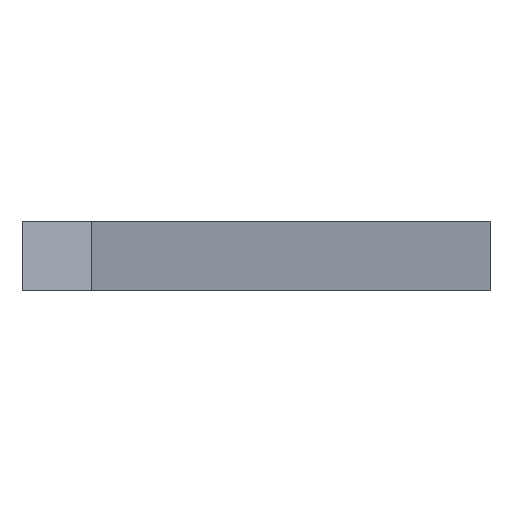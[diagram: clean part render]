
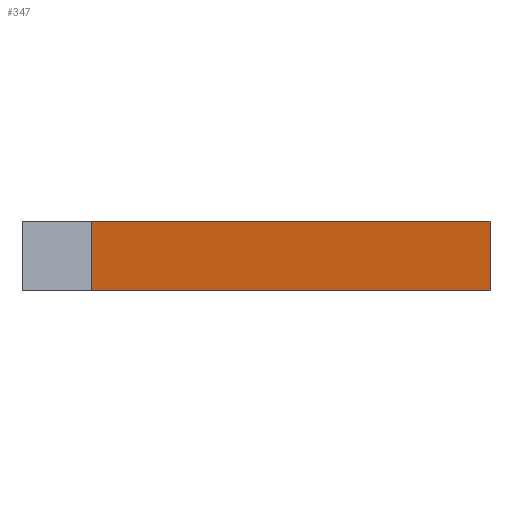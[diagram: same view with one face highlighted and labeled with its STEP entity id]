
A CAD part, left-side view. The second image highlights one B-rep face of the part: STEP entity #347.
In plain terms, the highlighted planar face has unit normal (-0.5, -0.866, 0).
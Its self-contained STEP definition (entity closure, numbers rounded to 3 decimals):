
#22=LINE('',#507,#59);
#32=LINE('',#527,#69);
#35=LINE('',#534,#72);
#49=LINE('',#560,#86);
#59=VECTOR('',#418,10.);
#69=VECTOR('',#430,10.);
#72=VECTOR('',#437,10.);
#86=VECTOR('',#461,10.);
#115=FACE_OUTER_BOUND('',#140,.T.);
#140=EDGE_LOOP('',(#304,#305,#306,#307));
#160=VERTEX_POINT('',#501);
#162=VERTEX_POINT('',#505);
#171=VERTEX_POINT('',#525);
#173=VERTEX_POINT('',#533);
#196=EDGE_CURVE('',#160,#162,#22,.T.);
#206=EDGE_CURVE('',#171,#162,#32,.F.);
#209=EDGE_CURVE('',#160,#173,#35,.T.);
#223=EDGE_CURVE('',#171,#173,#49,.F.);
#304=ORIENTED_EDGE('',*,*,#196,.T.);
#305=ORIENTED_EDGE('',*,*,#206,.F.);
#306=ORIENTED_EDGE('',*,*,#223,.T.);
#307=ORIENTED_EDGE('',*,*,#209,.F.);
#328=PLANE('',#376);
#347=ADVANCED_FACE('',(#115),#328,.F.);
#376=AXIS2_PLACEMENT_3D('',#563,#465,#466);
#418=DIRECTION('',(0.,0.,1.));
#430=DIRECTION('',(-0.866,0.5,0.));
#437=DIRECTION('',(-0.866,0.5,0.));
#461=DIRECTION('',(0.,0.,1.));
#465=DIRECTION('center_axis',(0.5,0.866,0.));
#466=DIRECTION('ref_axis',(0.866,-0.5,0.));
#501=CARTESIAN_POINT('',(314.601,314.287,1900.));
#505=CARTESIAN_POINT('',(314.601,314.287,1920.));
#507=CARTESIAN_POINT('',(314.601,314.287,1915.));
#525=CARTESIAN_POINT('',(115.269,429.394,1920.));
#527=CARTESIAN_POINT('',(164.507,400.961,1920.));
#533=CARTESIAN_POINT('',(115.269,429.394,1900.));
#534=CARTESIAN_POINT('',(164.507,400.961,1900.));
#560=CARTESIAN_POINT('',(115.269,429.394,1920.));
#563=CARTESIAN_POINT('Origin',(114.109,430.064,1920.));
